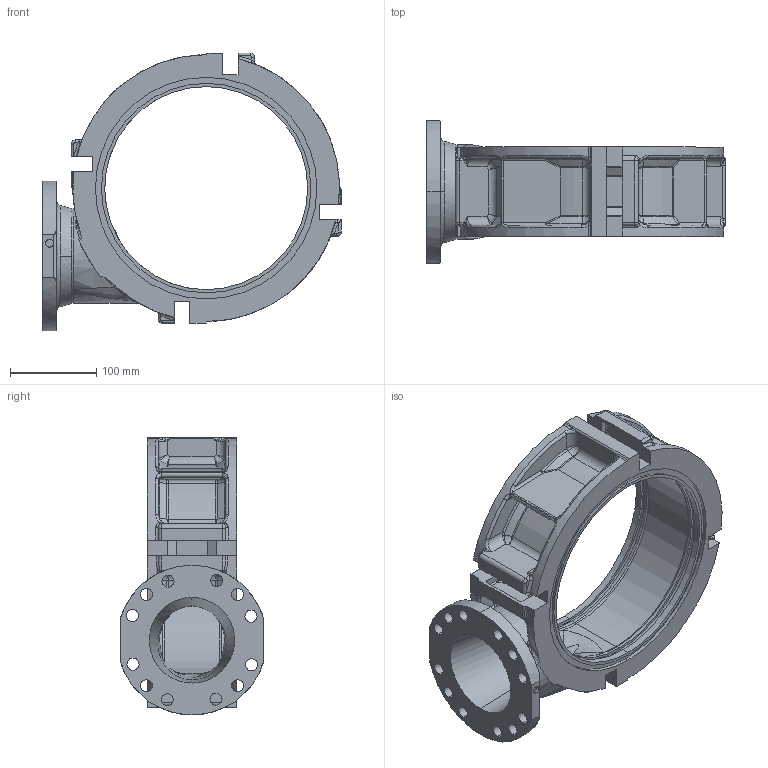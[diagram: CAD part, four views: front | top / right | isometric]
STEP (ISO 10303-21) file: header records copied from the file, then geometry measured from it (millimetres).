
FILE_DESCRIPTION (( 'STEP AP214' ), '1' );
FILE_NAME ('FI100-80_Filter-Einlaufteil_18581.STEP', '2012-12-10T09:48:18', ( 'Admin2' ), ( '' ), 'SwSTEP 2.0', 'SolidWorks 2010', '' );
FILE_SCHEMA (( 'AUTOMOTIVE_DESIGN' ));
Length unit declared in the file: millimetre
Products named in the file (1): FI100-80_Filter-Einlaufteil_18581
Bounding box: 347 x 166.66 x 323 mm (x, y, z)
Volume: 2027191.5 mm3; surface area: 416003.4 mm2
Topology: 1 solids, 1 shells, 829 faces, 2060 edges, 1170 vertices
Faces by surface type: bspline 298, cylinder 233, plane 158, torus 74, sphere 46, cone 20
Entity records: 41281 total; most frequent: CARTESIAN_POINT 24162, ORIENTED_EDGE 3952, DIRECTION 3063, EDGE_CURVE 1976, AXIS2_PLACEMENT_3D 1229, VERTEX_POINT 1170, EDGE_LOOP 878, FACE_OUTER_BOUND 829
